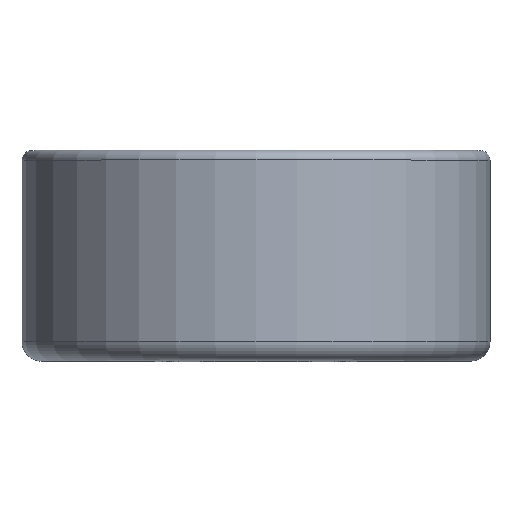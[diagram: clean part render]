
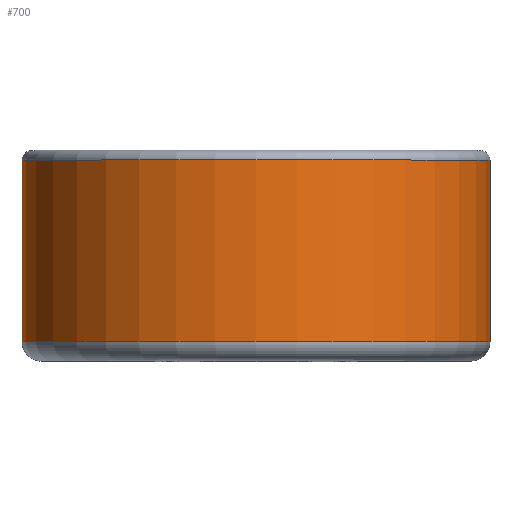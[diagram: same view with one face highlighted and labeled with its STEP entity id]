
A CAD part, top view. The second image highlights one B-rep face of the part: STEP entity #700.
In plain terms, the highlighted cylindrical face has radius 3 mm (diameter 6 mm), a full revolution.
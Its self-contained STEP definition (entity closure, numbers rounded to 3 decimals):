
#53=CYLINDRICAL_SURFACE('',#747,3.);
#83=FACE_BOUND('',#197,.T.);
#152=FACE_OUTER_BOUND('',#196,.T.);
#196=EDGE_LOOP('',(#506));
#197=EDGE_LOOP('',(#507));
#306=CIRCLE('',#745,3.);
#308=CIRCLE('',#748,3.);
#364=VERTEX_POINT('',#1069);
#366=VERTEX_POINT('',#1074);
#430=EDGE_CURVE('',#364,#364,#306,.T.);
#432=EDGE_CURVE('',#366,#366,#308,.T.);
#506=ORIENTED_EDGE('',*,*,#432,.F.);
#507=ORIENTED_EDGE('',*,*,#430,.F.);
#700=ADVANCED_FACE('',(#152,#83),#53,.T.);
#745=AXIS2_PLACEMENT_3D('',#1070,#851,#852);
#747=AXIS2_PLACEMENT_3D('',#1073,#855,#856);
#748=AXIS2_PLACEMENT_3D('',#1075,#857,#858);
#851=DIRECTION('center_axis',(0.,1.,0.));
#852=DIRECTION('ref_axis',(1.,0.,0.));
#855=DIRECTION('center_axis',(0.,1.,0.));
#856=DIRECTION('ref_axis',(1.,0.,0.));
#857=DIRECTION('center_axis',(0.,-1.,0.));
#858=DIRECTION('ref_axis',(1.,0.,0.));
#1069=CARTESIAN_POINT('',(-3.,2.575,0.));
#1070=CARTESIAN_POINT('Origin',(0.,2.575,0.));
#1073=CARTESIAN_POINT('Origin',(0.,0.,0.));
#1074=CARTESIAN_POINT('',(-3.,0.25,0.));
#1075=CARTESIAN_POINT('Origin',(0.,0.25,0.));
